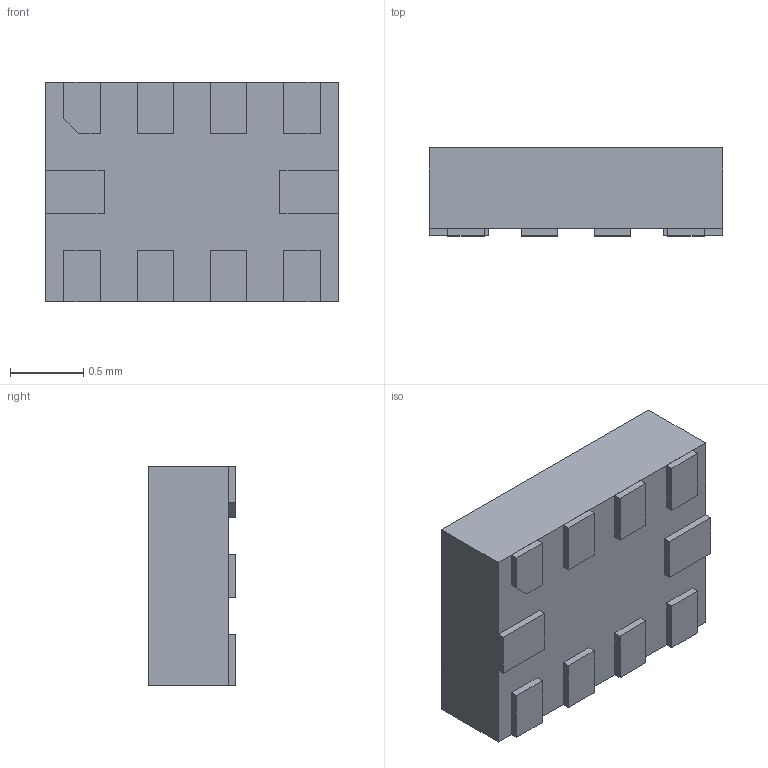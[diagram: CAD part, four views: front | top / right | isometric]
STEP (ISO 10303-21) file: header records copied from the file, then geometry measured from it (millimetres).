
FILE_DESCRIPTION (( 'STEP AP214' ), '1' );
FILE_NAME ('TPD6E001RSER.STEP', '2019-07-11T04:50:33', ( '' ), ( '' ), 'SwSTEP 2.0', 'SolidWorks 2017', '' );
FILE_SCHEMA (( 'AUTOMOTIVE_DESIGN' ));
Length unit declared in the file: millimetre
Products named in the file (1): TPD6E001RSER
Bounding box: 2 x 0.6 x 1.5 mm (x, y, z)
Volume: 1.7 mm3; surface area: 12.4 mm2
Topology: 12 solids, 12 shells, 74 faces, 147 edges, 98 vertices
Faces by surface type: plane 70, cylinder 4
Entity records: 2012 total; most frequent: CARTESIAN_POINT 320, DIRECTION 305, ORIENTED_EDGE 294, EDGE_CURVE 147, LINE 139, VECTOR 139, VERTEX_POINT 98, AXIS2_PLACEMENT_3D 83
